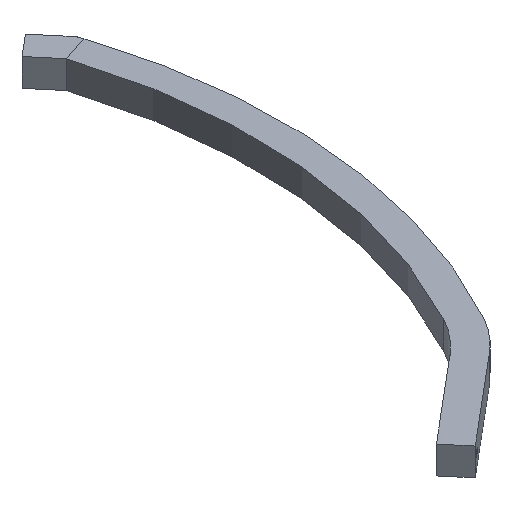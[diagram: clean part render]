
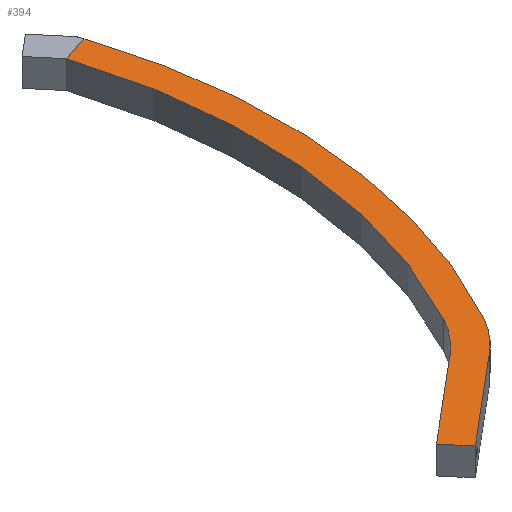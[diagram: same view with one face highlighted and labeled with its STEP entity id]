
A CAD part, isometric view. The second image highlights one B-rep face of the part: STEP entity #394.
In plain terms, the highlighted planar face has unit normal (0, 0, 1).
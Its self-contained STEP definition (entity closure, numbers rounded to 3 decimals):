
#10 = DIRECTION ( 'NONE',  ( 0., -1., 0. ) ) ;
#14 = CARTESIAN_POINT ( 'NONE',  ( 27.089, 90.085, 62.997 ) ) ;
#22 = VECTOR ( 'NONE', #635, 1000. ) ;
#30 = ORIENTED_EDGE ( 'NONE', *, *, #49, .T. ) ;
#34 = ORIENTED_EDGE ( 'NONE', *, *, #432, .T. ) ;
#36 = CIRCLE ( 'NONE', #503, 50. ) ;
#39 = CARTESIAN_POINT ( 'NONE',  ( -202.388, 14.909, 62.997 ) ) ;
#41 = ORIENTED_EDGE ( 'NONE', *, *, #583, .T. ) ;
#49 = EDGE_CURVE ( 'NONE', #80, #224, #376, .T. ) ;
#54 = VERTEX_POINT ( 'NONE', #86 ) ;
#80 = VERTEX_POINT ( 'NONE', #129 ) ;
#86 = CARTESIAN_POINT ( 'NONE',  ( 8.715, -102.336, 62.997 ) ) ;
#92 = LINE ( 'NONE', #194, #22 ) ;
#93 = EDGE_LOOP ( 'NONE', ( #273, #163, #268, #34, #30, #204, #41, #159 ) ) ;
#94 = EDGE_CURVE ( 'NONE', #224, #367, #36, .T. ) ;
#118 = CARTESIAN_POINT ( 'NONE',  ( -41.334, -148.648, 62.997 ) ) ;
#129 = CARTESIAN_POINT ( 'NONE',  ( 15.685, 86.349, 62.997 ) ) ;
#142 = PLANE ( 'NONE',  #578 ) ;
#148 = EDGE_CURVE ( 'NONE', #568, #535, #213, .T. ) ;
#151 = CARTESIAN_POINT ( 'NONE',  ( -12.298, -108.619, 62.997 ) ) ;
#153 = DIRECTION ( 'NONE',  ( 0., 0., 1. ) ) ;
#158 = CIRCLE ( 'NONE', #245, 241.476 ) ;
#159 = ORIENTED_EDGE ( 'NONE', *, *, #148, .F. ) ;
#162 = CARTESIAN_POINT ( 'NONE',  ( -0.435, -94.06, 62.997 ) ) ;
#163 = ORIENTED_EDGE ( 'NONE', *, *, #248, .T. ) ;
#180 = CARTESIAN_POINT ( 'NONE',  ( -44.438, -70.317, 62.997 ) ) ;
#185 = AXIS2_PLACEMENT_3D ( 'NONE', #330, #384, #528 ) ;
#194 = CARTESIAN_POINT ( 'NONE',  ( -32.907, -141.577, 62.997 ) ) ;
#196 = DIRECTION ( 'NONE',  ( -0.766, -0.643, 0. ) ) ;
#198 = CARTESIAN_POINT ( 'NONE',  ( -49.047, -139.455, 62.997 ) ) ;
#199 = LINE ( 'NONE', #393, #281 ) ;
#204 = ORIENTED_EDGE ( 'NONE', *, *, #94, .T. ) ;
#213 = LINE ( 'NONE', #118, #387 ) ;
#216 = VECTOR ( 'NONE', #196, 1000. ) ;
#224 = VERTEX_POINT ( 'NONE', #162 ) ;
#226 = DIRECTION ( 'NONE',  ( 0., -1., 0. ) ) ;
#245 = AXIS2_PLACEMENT_3D ( 'NONE', #39, #153, #588 ) ;
#248 = EDGE_CURVE ( 'NONE', #337, #54, #471, .T. ) ;
#268 = ORIENTED_EDGE ( 'NONE', *, *, #608, .T. ) ;
#271 = DIRECTION ( 'NONE',  ( 0., 0., -1. ) ) ;
#273 = ORIENTED_EDGE ( 'NONE', *, *, #302, .F. ) ;
#281 = VECTOR ( 'NONE', #585, 1000. ) ;
#284 = CARTESIAN_POINT ( 'NONE',  ( -2.857, -116.362, 62.997 ) ) ;
#286 = VERTEX_POINT ( 'NONE', #14 ) ;
#300 = DIRECTION ( 'NONE',  ( 0., 0., 1. ) ) ;
#302 = EDGE_CURVE ( 'NONE', #337, #568, #92, .T. ) ;
#330 = CARTESIAN_POINT ( 'NONE',  ( -202.388, 14.909, 62.997 ) ) ;
#337 = VERTEX_POINT ( 'NONE', #284 ) ;
#367 = VERTEX_POINT ( 'NONE', #151 ) ;
#376 = CIRCLE ( 'NONE', #185, 229.476 ) ;
#384 = DIRECTION ( 'NONE',  ( 0., 0., -1. ) ) ;
#387 = VECTOR ( 'NONE', #513, 1000. ) ;
#392 = CARTESIAN_POINT ( 'NONE',  ( -41.334, -148.648, 62.997 ) ) ;
#393 = CARTESIAN_POINT ( 'NONE',  ( 27.089, 90.085, 62.997 ) ) ;
#394 = ADVANCED_FACE ( 'NONE', ( #401 ), #142, .F. ) ;
#401 = FACE_OUTER_BOUND ( 'NONE', #93, .T. ) ;
#432 = EDGE_CURVE ( 'NONE', #286, #80, #199, .T. ) ;
#440 = LINE ( 'NONE', #584, #216 ) ;
#446 = DIRECTION ( 'NONE',  ( 0., 0., -1. ) ) ;
#460 = CARTESIAN_POINT ( 'NONE',  ( -34.996, -78.059, 62.997 ) ) ;
#471 = CIRCLE ( 'NONE', #579, 50. ) ;
#493 = DIRECTION ( 'NONE',  ( 0., -1., 0. ) ) ;
#503 = AXIS2_PLACEMENT_3D ( 'NONE', #180, #271, #226 ) ;
#513 = DIRECTION ( 'NONE',  ( -0.643, 0.766, 0. ) ) ;
#528 = DIRECTION ( 'NONE',  ( 0., -1., 0. ) ) ;
#530 = CARTESIAN_POINT ( 'NONE',  ( -202.388, 14.909, 62.997 ) ) ;
#535 = VERTEX_POINT ( 'NONE', #198 ) ;
#568 = VERTEX_POINT ( 'NONE', #392 ) ;
#578 = AXIS2_PLACEMENT_3D ( 'NONE', #530, #446, #493 ) ;
#579 = AXIS2_PLACEMENT_3D ( 'NONE', #460, #300, #10 ) ;
#583 = EDGE_CURVE ( 'NONE', #367, #535, #440, .T. ) ;
#584 = CARTESIAN_POINT ( 'NONE',  ( -40.621, -132.385, 62.997 ) ) ;
#585 = DIRECTION ( 'NONE',  ( -0.95, -0.311, 0. ) ) ;
#588 = DIRECTION ( 'NONE',  ( 0., -1., 0. ) ) ;
#608 = EDGE_CURVE ( 'NONE', #54, #286, #158, .T. ) ;
#635 = DIRECTION ( 'NONE',  ( -0.766, -0.643, 0. ) ) ;
